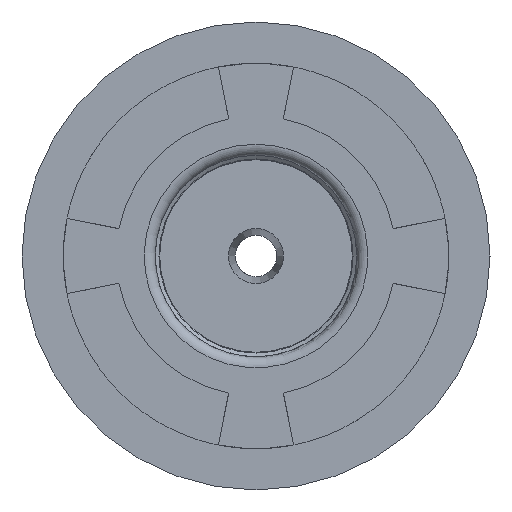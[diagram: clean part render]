
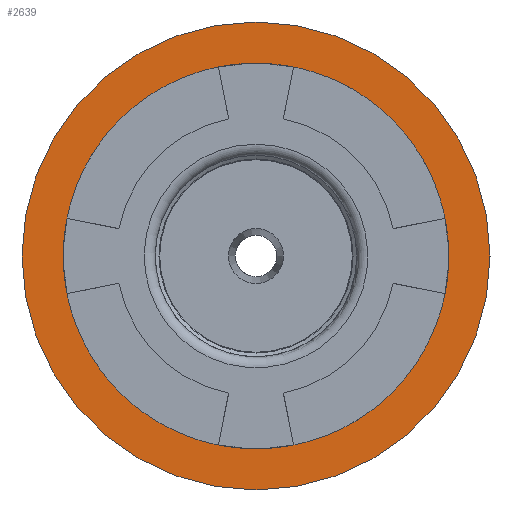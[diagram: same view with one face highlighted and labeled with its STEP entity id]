
A CAD part, left-side view. The second image highlights one B-rep face of the part: STEP entity #2639.
In plain terms, the highlighted planar face has unit normal (-1, 0, 0).
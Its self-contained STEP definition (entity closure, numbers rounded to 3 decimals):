
#64=FACE_BOUND('',#537,.T.);
#261=PLANE('',#2916);
#395=FACE_OUTER_BOUND('',#536,.T.);
#536=EDGE_LOOP('',(#2385,#2386));
#537=EDGE_LOOP('',(#2387));
#872=CIRCLE('',#2799,0.339);
#943=CIRCLE('',#2917,0.425);
#944=CIRCLE('',#2918,0.425);
#1143=VERTEX_POINT('',#4613);
#1219=VERTEX_POINT('',#6900);
#1220=VERTEX_POINT('',#6901);
#1463=EDGE_CURVE('',#1143,#1143,#872,.T.);
#1630=EDGE_CURVE('',#1219,#1220,#943,.T.);
#1631=EDGE_CURVE('',#1220,#1219,#944,.T.);
#2385=ORIENTED_EDGE('',*,*,#1630,.F.);
#2386=ORIENTED_EDGE('',*,*,#1631,.F.);
#2387=ORIENTED_EDGE('',*,*,#1463,.T.);
#2639=ADVANCED_FACE('',(#395,#64),#261,.T.);
#2799=AXIS2_PLACEMENT_3D('',#4614,#3301,#3302);
#2916=AXIS2_PLACEMENT_3D('',#6899,#3551,#3552);
#2917=AXIS2_PLACEMENT_3D('',#6902,#3553,#3554);
#2918=AXIS2_PLACEMENT_3D('',#6903,#3555,#3556);
#3301=DIRECTION('center_axis',(1.,0.,0.));
#3302=DIRECTION('ref_axis',(0.,0.,
1.));
#3551=DIRECTION('center_axis',(-1.,0.,0.));
#3552=DIRECTION('ref_axis',(0.,0.,1.));
#3553=DIRECTION('center_axis',(1.,0.,0.));
#3554=DIRECTION('ref_axis',(0.,1.,0.));
#3555=DIRECTION('center_axis',(1.,0.,0.));
#3556=DIRECTION('ref_axis',(0.,1.,0.));
#4613=CARTESIAN_POINT('',(1.975,0.,-0.339));
#4614=CARTESIAN_POINT('Origin',(1.975,0.,0.));
#6899=CARTESIAN_POINT('Origin',(1.975,0.,0.425));
#6900=CARTESIAN_POINT('',(1.975,0.,0.425));
#6901=CARTESIAN_POINT('',(1.975,0.,-0.425));
#6902=CARTESIAN_POINT('Origin',(1.975,0.,0.));
#6903=CARTESIAN_POINT('Origin',(1.975,0.,0.));
